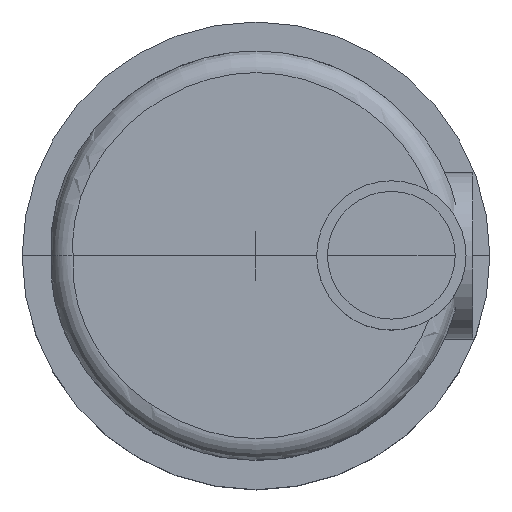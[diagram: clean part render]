
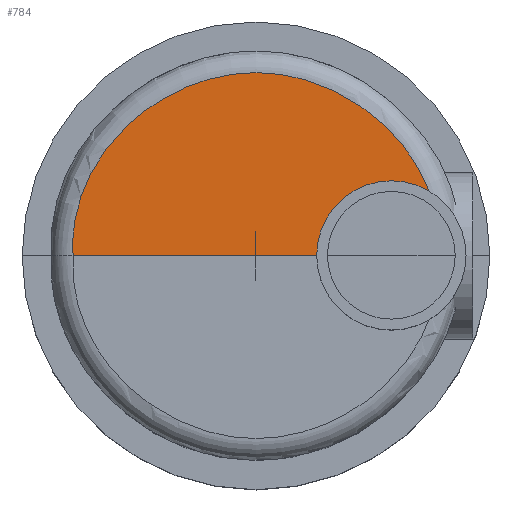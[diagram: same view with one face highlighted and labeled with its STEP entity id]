
A CAD part, top view. The second image highlights one B-rep face of the part: STEP entity #784.
In plain terms, the highlighted planar face has unit normal (0, 0, 1).
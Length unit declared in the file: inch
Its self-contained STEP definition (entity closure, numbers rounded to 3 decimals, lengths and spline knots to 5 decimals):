
#35=B_SPLINE_CURVE_WITH_KNOTS('',3,(#1444,#1445,#1446,#1447),
 .UNSPECIFIED.,.F.,.F.,(4,4),(0.75,1.),.UNSPECIFIED.);
#36=B_SPLINE_CURVE_WITH_KNOTS('',3,(#1449,#1450,#1451,#1452),
 .UNSPECIFIED.,.F.,.F.,(4,4),(0.5,0.75),.UNSPECIFIED.);
#37=B_SPLINE_CURVE_WITH_KNOTS('',3,(#1454,#1455,#1456,#1457),
 .UNSPECIFIED.,.F.,.F.,(4,4),(0.25,0.5),.UNSPECIFIED.);
#38=B_SPLINE_CURVE_WITH_KNOTS('',3,(#1458,#1459,#1460,#1461),
 .UNSPECIFIED.,.F.,.F.,(4,4),(0.,0.25),.UNSPECIFIED.);
#78=PLANE('',#880);
#127=FACE_OUTER_BOUND('',#181,.T.);
#181=EDGE_LOOP('',(#675,#676,#677,#678,#679));
#239=LINE('',#1490,#297);
#297=VECTOR('',#1056,12.);
#378=VERTEX_POINT('',#1352);
#382=VERTEX_POINT('',#1399);
#383=VERTEX_POINT('',#1443);
#384=VERTEX_POINT('',#1448);
#385=VERTEX_POINT('',#1453);
#472=EDGE_CURVE('',#383,#382,#35,.T.);
#473=EDGE_CURVE('',#384,#383,#36,.T.);
#474=EDGE_CURVE('',#385,#384,#37,.T.);
#475=EDGE_CURVE('',#378,#385,#38,.T.);
#489=EDGE_CURVE('',#382,#378,#239,.T.);
#675=ORIENTED_EDGE('',*,*,#475,.T.);
#676=ORIENTED_EDGE('',*,*,#474,.T.);
#677=ORIENTED_EDGE('',*,*,#473,.T.);
#678=ORIENTED_EDGE('',*,*,#472,.T.);
#679=ORIENTED_EDGE('',*,*,#489,.T.);
#784=ADVANCED_FACE('',(#127),#78,.F.);
#880=AXIS2_PLACEMENT_3D('',#1491,#1057,#1058);
#1056=DIRECTION('',(1.,0.,0.));
#1057=DIRECTION('center_axis',(0.,0.,-1.));
#1058=DIRECTION('ref_axis',(-1.,0.,0.));
#1352=CARTESIAN_POINT('',(0.66016,0.,2.97812));
#1399=CARTESIAN_POINT('',(-0.66016,0.,2.97812));
#1443=CARTESIAN_POINT('',(-0.4668,0.4668,2.97812));
#1444=CARTESIAN_POINT('Ctrl Pts',(-0.4668,0.4668,
2.97812));
#1445=CARTESIAN_POINT('Ctrl Pts',(-0.59202,0.34734,
2.97812));
#1446=CARTESIAN_POINT('Ctrl Pts',(-0.67166,0.1823,
2.97812));
#1447=CARTESIAN_POINT('Ctrl Pts',(-0.66016,0.,
2.97812));
#1448=CARTESIAN_POINT('',(0.,0.66016,2.97812));
#1449=CARTESIAN_POINT('Ctrl Pts',(0.,0.66016,
2.97812));
#1450=CARTESIAN_POINT('Ctrl Pts',(-0.17079,0.66016,
2.97812));
#1451=CARTESIAN_POINT('Ctrl Pts',(-0.34158,0.58627,
2.97812));
#1452=CARTESIAN_POINT('Ctrl Pts',(-0.4668,0.4668,
2.97812));
#1453=CARTESIAN_POINT('',(0.4668,0.4668,2.97812));
#1454=CARTESIAN_POINT('Ctrl Pts',(0.4668,0.4668,2.97812));
#1455=CARTESIAN_POINT('Ctrl Pts',(0.34158,0.58627,2.97812));
#1456=CARTESIAN_POINT('Ctrl Pts',(0.17079,0.66016,2.97812));
#1457=CARTESIAN_POINT('Ctrl Pts',(0.,0.66016,
2.97812));
#1458=CARTESIAN_POINT('Ctrl Pts',(0.66016,0.,
2.97812));
#1459=CARTESIAN_POINT('Ctrl Pts',(0.67166,0.1823,2.97812));
#1460=CARTESIAN_POINT('Ctrl Pts',(0.59202,0.34734,2.97812));
#1461=CARTESIAN_POINT('Ctrl Pts',(0.4668,0.4668,2.97812));
#1490=CARTESIAN_POINT('',(0.,0.,2.97812));
#1491=CARTESIAN_POINT('Origin',(0.,0.,
2.97812));
